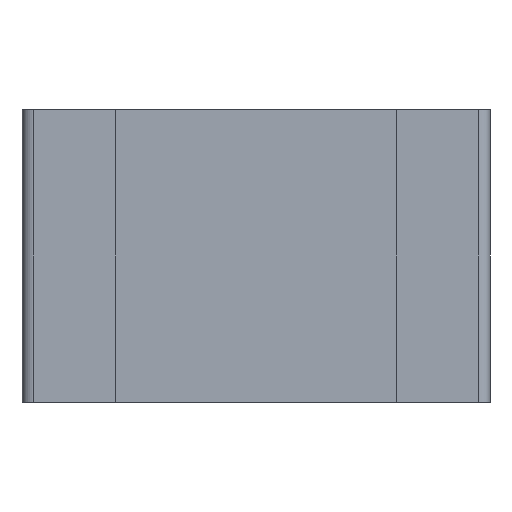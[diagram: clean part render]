
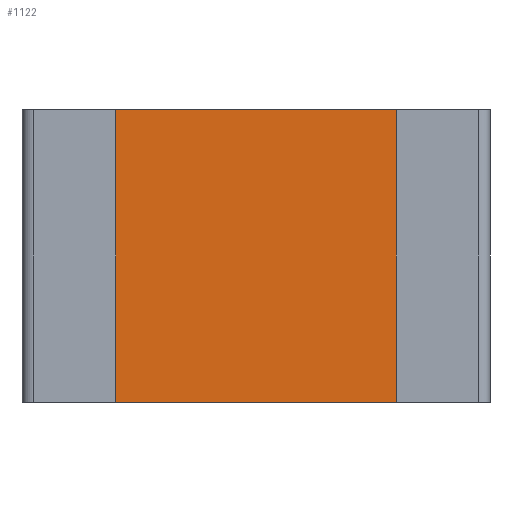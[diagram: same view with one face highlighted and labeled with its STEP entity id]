
A CAD part, front view. The second image highlights one B-rep face of the part: STEP entity #1122.
In plain terms, the highlighted planar face has unit normal (0, -1, 0).
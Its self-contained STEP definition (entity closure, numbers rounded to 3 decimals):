
#12 = DIRECTION ( 'NONE',  ( 0., 0., -1. ) ) ;
#349 = VECTOR ( 'NONE', #5497, 1000. ) ;
#417 = CARTESIAN_POINT ( 'NONE',  ( -0.95, 0.05, -0.625 ) ) ;
#583 = EDGE_CURVE ( 'NONE', #2609, #4718, #3639, .T. ) ;
#681 = FACE_OUTER_BOUND ( 'NONE', #6591, .T. ) ;
#759 = PLANE ( 'NONE',  #4172 ) ;
#780 = CARTESIAN_POINT ( 'NONE',  ( -0.95, 0.05, -0.625 ) ) ;
#861 = VERTEX_POINT ( 'NONE', #5345 ) ;
#1069 = EDGE_CURVE ( 'NONE', #5337, #2609, #1302, .T. ) ;
#1122 = ADVANCED_FACE ( 'NONE', ( #681 ), #759, .F. ) ;
#1224 = ORIENTED_EDGE ( 'NONE', *, *, #1069, .F. ) ;
#1302 = LINE ( 'NONE', #4800, #3630 ) ;
#1554 = VECTOR ( 'NONE', #12, 1000. ) ;
#1592 = ORIENTED_EDGE ( 'NONE', *, *, #4241, .F. ) ;
#1691 = VECTOR ( 'NONE', #6232, 1000. ) ;
#1723 = ORIENTED_EDGE ( 'NONE', *, *, #583, .F. ) ;
#1797 = DIRECTION ( 'NONE',  ( 0., 0., 1. ) ) ;
#1925 = ORIENTED_EDGE ( 'NONE', *, *, #3870, .F. ) ;
#2609 = VERTEX_POINT ( 'NONE', #4132 ) ;
#2957 = CARTESIAN_POINT ( 'NONE',  ( 0.95, 0.05, -0.625 ) ) ;
#3630 = VECTOR ( 'NONE', #1797, 1000. ) ;
#3639 = LINE ( 'NONE', #5727, #1691 ) ;
#3870 = EDGE_CURVE ( 'NONE', #4718, #861, #4026, .T. ) ;
#3933 = LINE ( 'NONE', #780, #349 ) ;
#3981 = CARTESIAN_POINT ( 'NONE',  ( 0.95, 0.05, 0.625 ) ) ;
#4026 = LINE ( 'NONE', #2957, #1554 ) ;
#4132 = CARTESIAN_POINT ( 'NONE',  ( -0.95, 0.05, 0.625 ) ) ;
#4172 = AXIS2_PLACEMENT_3D ( 'NONE', #6011, #5404, #4433 ) ;
#4241 = EDGE_CURVE ( 'NONE', #861, #5337, #3933, .T. ) ;
#4433 = DIRECTION ( 'NONE',  ( 0., 0., 1. ) ) ;
#4718 = VERTEX_POINT ( 'NONE', #3981 ) ;
#4800 = CARTESIAN_POINT ( 'NONE',  ( -0.95, 0.05, -0.625 ) ) ;
#5337 = VERTEX_POINT ( 'NONE', #417 ) ;
#5345 = CARTESIAN_POINT ( 'NONE',  ( 0.95, 0.05, -0.625 ) ) ;
#5404 = DIRECTION ( 'NONE',  ( 0., 1., 0. ) ) ;
#5497 = DIRECTION ( 'NONE',  ( -1., 0., 0. ) ) ;
#5727 = CARTESIAN_POINT ( 'NONE',  ( -0.95, 0.05, 0.625 ) ) ;
#6011 = CARTESIAN_POINT ( 'NONE',  ( 0., 0.05, 0. ) ) ;
#6232 = DIRECTION ( 'NONE',  ( 1., 0., 0. ) ) ;
#6591 = EDGE_LOOP ( 'NONE', ( #1224, #1592, #1925, #1723 ) ) ;
